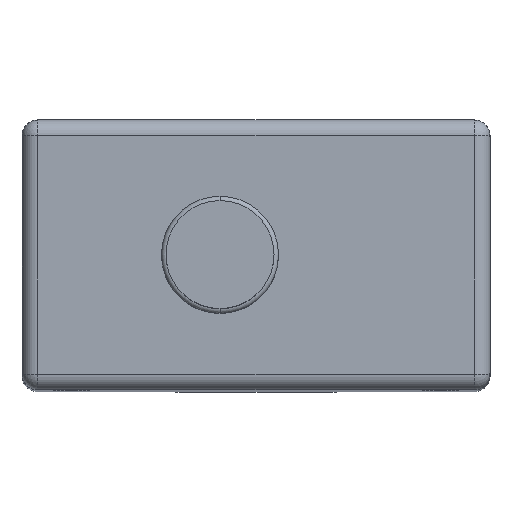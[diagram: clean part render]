
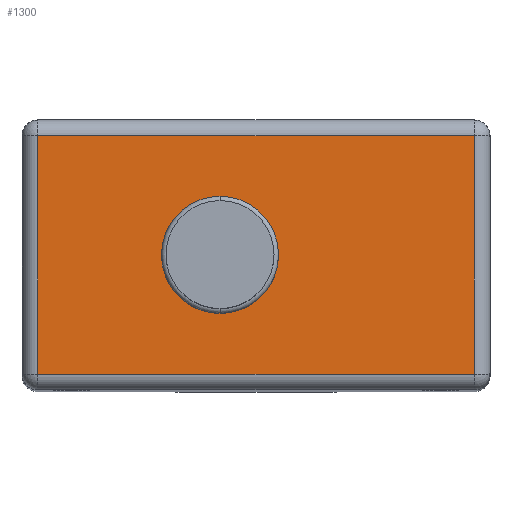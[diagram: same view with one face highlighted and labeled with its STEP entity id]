
A CAD part, top view. The second image highlights one B-rep face of the part: STEP entity #1300.
In plain terms, the highlighted planar face has unit normal (0, 0, 1).
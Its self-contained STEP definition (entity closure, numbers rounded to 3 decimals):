
#166=DIRECTION('',(1.,0.,0.));
#167=VECTOR('',#166,48.5);
#168=CARTESIAN_POINT('',(-24.25,-1.75,66.83));
#169=LINE('',#168,#167);
#173=DIRECTION('',(0.,1.,0.));
#174=VECTOR('',#173,26.5);
#175=CARTESIAN_POINT('',(24.25,-28.25,66.83));
#176=LINE('',#175,#174);
#180=DIRECTION('',(-1.,0.,0.));
#181=VECTOR('',#180,48.5);
#182=CARTESIAN_POINT('',(24.25,-28.25,66.83));
#183=LINE('',#182,#181);
#187=DIRECTION('',(0.,1.,0.));
#188=VECTOR('',#187,26.5);
#189=CARTESIAN_POINT('',(-24.25,-28.25,66.83));
#190=LINE('',#189,#188);
#194=CARTESIAN_POINT('',(-4.,-15.,66.83));
#195=DIRECTION('',(0.,0.,1.));
#196=DIRECTION('',(0.,1.,0.));
#197=AXIS2_PLACEMENT_3D('',#194,#195,#196);
#202=CARTESIAN_POINT('',(-4.,-15.,66.83));
#203=DIRECTION('',(0.,0.,1.));
#204=DIRECTION('',(0.,-1.,0.));
#205=AXIS2_PLACEMENT_3D('',#202,#203,#204);
#1083=CARTESIAN_POINT('',(-24.25,-1.75,66.83));
#1084=CARTESIAN_POINT('',(24.25,-1.75,66.83));
#1085=VERTEX_POINT('',#1083);
#1086=VERTEX_POINT('',#1084);
#1091=CARTESIAN_POINT('',(24.25,-28.25,66.83));
#1092=VERTEX_POINT('',#1091);
#1095=CARTESIAN_POINT('',(-24.25,-28.25,66.83));
#1096=VERTEX_POINT('',#1095);
#1191=CARTESIAN_POINT('',(-4.,-8.5,66.83));
#1192=CARTESIAN_POINT('',(-4.,-21.5,66.83));
#1193=VERTEX_POINT('',#1191);
#1194=VERTEX_POINT('',#1192);
#1280=CARTESIAN_POINT('',(26.,0.,66.83));
#1281=DIRECTION('',(0.,0.,1.));
#1282=DIRECTION('',(-1.,0.,0.));
#1283=AXIS2_PLACEMENT_3D('',#1280,#1281,#1282);
#1284=PLANE('',#1283);
#1285=ORIENTED_EDGE('',*,*,#1270,.T.);
#1287=ORIENTED_EDGE('',*,*,#1286,.F.);
#1289=ORIENTED_EDGE('',*,*,#1288,.T.);
#1291=ORIENTED_EDGE('',*,*,#1290,.T.);
#1292=EDGE_LOOP('',(#1285,#1287,#1289,#1291));
#1293=FACE_OUTER_BOUND('',#1292,.F.);
#1295=ORIENTED_EDGE('',*,*,#1294,.T.);
#1297=ORIENTED_EDGE('',*,*,#1296,.T.);
#1298=EDGE_LOOP('',(#1295,#1297));
#1299=FACE_BOUND('',#1298,.F.);
#1300=ADVANCED_FACE('',(#1293,#1299),#1284,.T.);
#198=CIRCLE('',#197,6.5);
#206=CIRCLE('',#205,6.5);
#1270=EDGE_CURVE('',#1085,#1086,#169,.T.);
#1286=EDGE_CURVE('',#1092,#1086,#176,.T.);
#1288=EDGE_CURVE('',#1092,#1096,#183,.T.);
#1290=EDGE_CURVE('',#1096,#1085,#190,.T.);
#1294=EDGE_CURVE('',#1193,#1194,#198,.T.);
#1296=EDGE_CURVE('',#1194,#1193,#206,.T.);
